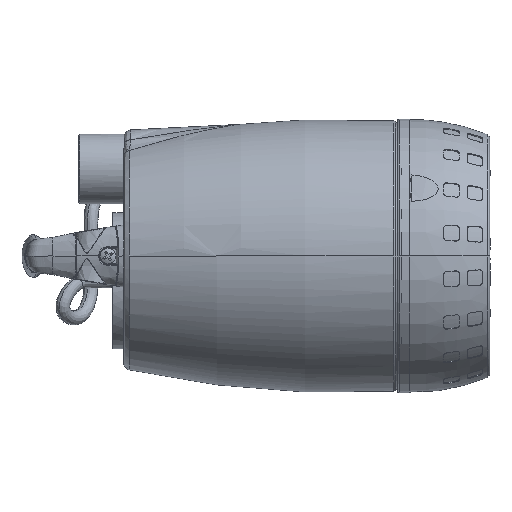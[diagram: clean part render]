
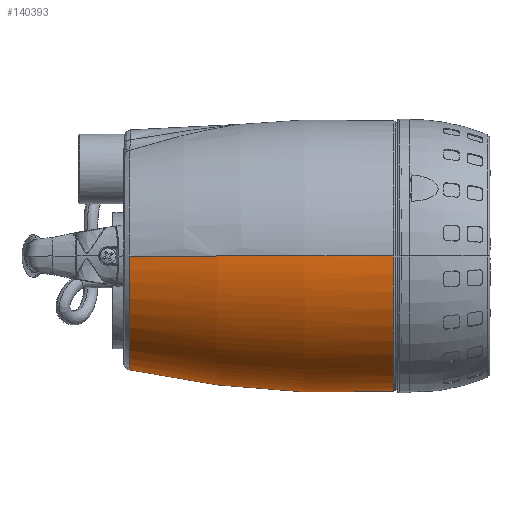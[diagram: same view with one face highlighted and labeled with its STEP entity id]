
A CAD part, left-side view. The second image highlights one B-rep face of the part: STEP entity #140393.
In plain terms, the highlighted toroidal (fillet/blend) face has major radius 543.008 mm and minor radius 631.008 mm.
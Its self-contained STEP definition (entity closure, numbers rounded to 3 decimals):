
#1025 = CARTESIAN_POINT ( 'NONE',  ( -55.933, -47.996, -3.771 ) ) ;
#1920 = CARTESIAN_POINT ( 'NONE',  ( 87.041, 0., -173.769 ) ) ;
#2646 = CARTESIAN_POINT ( 'NONE',  ( -46.875, -56.877, -3.771 ) ) ;
#2884 = EDGE_CURVE ( 'NONE', #157070, #142138, #20835, .T. ) ;
#3453 = CARTESIAN_POINT ( 'NONE',  ( -18.77, -70.991, -3.771 ) ) ;
#3611 = CARTESIAN_POINT ( 'NONE',  ( 48.435, -72.489, -173.769 ) ) ;
#4269 = CARTESIAN_POINT ( 'NONE',  ( -73.34, -0.486, -3.771 ) ) ;
#4355 = DIRECTION ( 'NONE',  ( 0., 0., -1. ) ) ;
#6700 = B_SPLINE_CURVE_WITH_KNOTS ( 'NONE', 3,
 ( #34750, #47877, #120232, #8497, #146502, #84066, #57793, #123440, #148089, #45481, #121826, #95564, #134966, #84858 ),
 .UNSPECIFIED., .F., .F.,
 ( 4, 1, 1, 1, 1, 1, 1, 1, 1, 1, 1, 4 ),
 ( 0., 0.062, 0.094, 0.125, 0.188, 0.25, 0.313, 0.375, 0.438, 0.5, 0.562, 0.57 ),
 .UNSPECIFIED. ) ;
#8497 = CARTESIAN_POINT ( 'NONE',  ( 18.77, -70.991, -3.771 ) ) ;
#9139 = CARTESIAN_POINT ( 'NONE',  ( -87.041, 0., -173.769 ) ) ;
#12983 = FACE_OUTER_BOUND ( 'NONE', #59345, .T. ) ;
#15787 = CARTESIAN_POINT ( 'NONE',  ( 0., -87.041, -173.769 ) ) ;
#15935 = CARTESIAN_POINT ( 'NONE',  ( 80.934, -33.524, -173.769 ) ) ;
#19875 = CARTESIAN_POINT ( 'NONE',  ( -41.097, -76.887, -173.769 ) ) ;
#20835 = B_SPLINE_CURVE_WITH_KNOTS ( 'NONE', 3,
 ( #126035, #40582, #113709, #15935, #101380, #116141, #129282, #3611, #53713, #153936, #141619, #126850, #29073 ),
 .UNSPECIFIED., .F., .F.,
 ( 4, 1, 1, 1, 1, 1, 1, 1, 1, 1, 4 ),
 ( 0.5, 0.562, 0.625, 0.687, 0.75, 0.781, 0.812, 0.844, 0.875, 0.938, 1. ),
 .UNSPECIFIED. ) ;
#20970 = CARTESIAN_POINT ( 'NONE',  ( -543.008, 0., -139. ) ) ;
#21476 = CARTESIAN_POINT ( 'NONE',  ( -87.041, -5.697, -173.769 ) ) ;
#24512 = VERTEX_POINT ( 'NONE', #140865 ) ;
#28581 = B_SPLINE_CURVE_WITH_KNOTS ( 'NONE', 3,
 ( #33795, #145535, #35390, #147932, #19875, #47716, #83904, #97802, #109337, #134003, #121671, #21476, #9139 ),
 .UNSPECIFIED., .F., .F.,
 ( 4, 1, 1, 1, 1, 1, 1, 1, 1, 1, 4 ),
 ( 0., 0.062, 0.125, 0.156, 0.188, 0.219, 0.25, 0.313, 0.375, 0.438, 0.5 ),
 .UNSPECIFIED. ) ;
#29073 = CARTESIAN_POINT ( 'NONE',  ( 0., -87.041, -173.769 ) ) ;
#32829 = ORIENTED_EDGE ( 'NONE', *, *, #136572, .F. ) ;
#33795 = CARTESIAN_POINT ( 'NONE',  ( 0., -87.041, -173.769 ) ) ;
#34750 = CARTESIAN_POINT ( 'NONE',  ( 0., -73.34, -3.771 ) ) ;
#35390 = CARTESIAN_POINT ( 'NONE',  ( -17.093, -85.92, -173.769 ) ) ;
#40582 = CARTESIAN_POINT ( 'NONE',  ( 87.041, -5.697, -173.769 ) ) ;
#45481 = CARTESIAN_POINT ( 'NONE',  ( 68.86, -26.276, -3.771 ) ) ;
#47716 = CARTESIAN_POINT ( 'NONE',  ( -48.435, -72.489, -173.769 ) ) ;
#47877 = CARTESIAN_POINT ( 'NONE',  ( 4.208, -73.34, -3.771 ) ) ;
#52379 = CARTESIAN_POINT ( 'NONE',  ( 0., 0., -139. ) ) ;
#53350 = B_SPLINE_CURVE_WITH_KNOTS ( 'NONE', 3,
 ( #139022, #4269, #91325, #128315, #116789, #150542, #1025, #2646, #100412, #126689, #3453, #127509, #63447, #113551 ),
 .UNSPECIFIED., .F., .F.,
 ( 4, 1, 1, 1, 1, 1, 1, 1, 1, 1, 1, 4 ),
 ( 0.43, 0.438, 0.5, 0.562, 0.625, 0.687, 0.75, 0.812, 0.875, 0.906, 0.938, 1. ),
 .UNSPECIFIED. ) ;
#53713 = CARTESIAN_POINT ( 'NONE',  ( 41.097, -76.887, -173.769 ) ) ;
#57793 = CARTESIAN_POINT ( 'NONE',  ( 46.875, -56.877, -3.771 ) ) ;
#59345 = EDGE_LOOP ( 'NONE', ( #139175, #32829, #75989, #144553, #64219, #111344 ) ) ;
#62598 = TOROIDAL_SURFACE ( 'NONE', #75748, -543.008, 631.008 ) ;
#63084 = DIRECTION ( 'NONE',  ( 0., 0., -1. ) ) ;
#63447 = CARTESIAN_POINT ( 'NONE',  ( -4.208, -73.34, -3.771 ) ) ;
#64219 = ORIENTED_EDGE ( 'NONE', *, *, #154155, .F. ) ;
#65156 = DIRECTION ( 'NONE',  ( 0., -1., 0. ) ) ;
#71711 = EDGE_CURVE ( 'NONE', #24512, #157070, #161492, .T. ) ;
#72733 = VERTEX_POINT ( 'NONE', #124338 ) ;
#75748 = AXIS2_PLACEMENT_3D ( 'NONE', #52379, #63084, #124692 ) ;
#75989 = ORIENTED_EDGE ( 'NONE', *, *, #117235, .F. ) ;
#80957 = DIRECTION ( 'NONE',  ( 0., 1., 0. ) ) ;
#83904 = CARTESIAN_POINT ( 'NONE',  ( -55.308, -67.392, -173.769 ) ) ;
#84031 = VERTEX_POINT ( 'NONE', #162331 ) ;
#84066 = CARTESIAN_POINT ( 'NONE',  ( 36.429, -64.072, -3.771 ) ) ;
#84858 = CARTESIAN_POINT ( 'NONE',  ( 73.34, 0., -3.771 ) ) ;
#85406 = AXIS2_PLACEMENT_3D ( 'NONE', #20970, #80957, #157347 ) ;
#85910 = CARTESIAN_POINT ( 'NONE',  ( -73.34, 0., -3.771 ) ) ;
#91325 = CARTESIAN_POINT ( 'NONE',  ( -73.293, -5.185, -3.771 ) ) ;
#95564 = CARTESIAN_POINT ( 'NONE',  ( 73.293, -5.185, -3.771 ) ) ;
#96500 = CIRCLE ( 'NONE', #114800, 631.008 ) ;
#97802 = CARTESIAN_POINT ( 'NONE',  ( -63.753, -59.738, -173.769 ) ) ;
#100412 = CARTESIAN_POINT ( 'NONE',  ( -36.429, -64.072, -3.771 ) ) ;
#101380 = CARTESIAN_POINT ( 'NONE',  ( 72.84, -48.668, -173.769 ) ) ;
#109337 = CARTESIAN_POINT ( 'NONE',  ( -72.84, -48.668, -173.769 ) ) ;
#111344 = ORIENTED_EDGE ( 'NONE', *, *, #2884, .F. ) ;
#113551 = CARTESIAN_POINT ( 'NONE',  ( 0., -73.34, -3.771 ) ) ;
#113709 = CARTESIAN_POINT ( 'NONE',  ( 85.919, -17.09, -173.769 ) ) ;
#114800 = AXIS2_PLACEMENT_3D ( 'NONE', #129209, #65156, #4355 ) ;
#116141 = CARTESIAN_POINT ( 'NONE',  ( 63.753, -59.738, -173.769 ) ) ;
#116789 = CARTESIAN_POINT ( 'NONE',  ( -68.86, -26.276, -3.771 ) ) ;
#117235 = EDGE_CURVE ( 'NONE', #155337, #84031, #53350, .T. ) ;
#120232 = CARTESIAN_POINT ( 'NONE',  ( 10.538, -72.793, -3.771 ) ) ;
#121671 = CARTESIAN_POINT ( 'NONE',  ( -85.919, -17.09, -173.769 ) ) ;
#121826 = CARTESIAN_POINT ( 'NONE',  ( 72.346, -14.079, -3.771 ) ) ;
#123440 = CARTESIAN_POINT ( 'NONE',  ( 55.933, -47.996, -3.771 ) ) ;
#124338 = CARTESIAN_POINT ( 'NONE',  ( -87.041, 0., -173.769 ) ) ;
#124692 = DIRECTION ( 'NONE',  ( -1., 0., 0. ) ) ;
#126035 = CARTESIAN_POINT ( 'NONE',  ( 87.041, 0., -173.769 ) ) ;
#126689 = CARTESIAN_POINT ( 'NONE',  ( -26.818, -68.488, -3.771 ) ) ;
#126850 = CARTESIAN_POINT ( 'NONE',  ( 5.688, -87.041, -173.769 ) ) ;
#127509 = CARTESIAN_POINT ( 'NONE',  ( -10.538, -72.793, -3.771 ) ) ;
#128315 = CARTESIAN_POINT ( 'NONE',  ( -72.346, -14.079, -3.771 ) ) ;
#129209 = CARTESIAN_POINT ( 'NONE',  ( 543.008, 0., -139. ) ) ;
#129282 = CARTESIAN_POINT ( 'NONE',  ( 55.308, -67.392, -173.769 ) ) ;
#132967 = EDGE_CURVE ( 'NONE', #155337, #72733, #96500, .T. ) ;
#134003 = CARTESIAN_POINT ( 'NONE',  ( -80.934, -33.524, -173.769 ) ) ;
#134966 = CARTESIAN_POINT ( 'NONE',  ( 73.34, -0.486, -3.771 ) ) ;
#136572 = EDGE_CURVE ( 'NONE', #84031, #24512, #6700, .T. ) ;
#139022 = CARTESIAN_POINT ( 'NONE',  ( -73.34, 0., -3.771 ) ) ;
#139175 = ORIENTED_EDGE ( 'NONE', *, *, #71711, .F. ) ;
#140393 = ADVANCED_FACE ( 'NONE', ( #12983 ), #62598, .T. ) ;
#140865 = CARTESIAN_POINT ( 'NONE',  ( 73.34, 0., -3.771 ) ) ;
#141619 = CARTESIAN_POINT ( 'NONE',  ( 17.093, -85.92, -173.769 ) ) ;
#142138 = VERTEX_POINT ( 'NONE', #15787 ) ;
#144553 = ORIENTED_EDGE ( 'NONE', *, *, #132967, .T. ) ;
#145535 = CARTESIAN_POINT ( 'NONE',  ( -5.688, -87.041, -173.769 ) ) ;
#146502 = CARTESIAN_POINT ( 'NONE',  ( 26.818, -68.488, -3.771 ) ) ;
#147932 = CARTESIAN_POINT ( 'NONE',  ( -30.793, -81.761, -173.769 ) ) ;
#148089 = CARTESIAN_POINT ( 'NONE',  ( 63.335, -37.695, -3.771 ) ) ;
#150542 = CARTESIAN_POINT ( 'NONE',  ( -63.335, -37.695, -3.771 ) ) ;
#153936 = CARTESIAN_POINT ( 'NONE',  ( 30.793, -81.761, -173.769 ) ) ;
#154155 = EDGE_CURVE ( 'NONE', #142138, #72733, #28581, .T. ) ;
#155337 = VERTEX_POINT ( 'NONE', #85910 ) ;
#157070 = VERTEX_POINT ( 'NONE', #1920 ) ;
#157347 = DIRECTION ( 'NONE',  ( 0., 0., 1. ) ) ;
#161492 = CIRCLE ( 'NONE', #85406, 631.008 ) ;
#162331 = CARTESIAN_POINT ( 'NONE',  ( 0., -73.34, -3.771 ) ) ;
